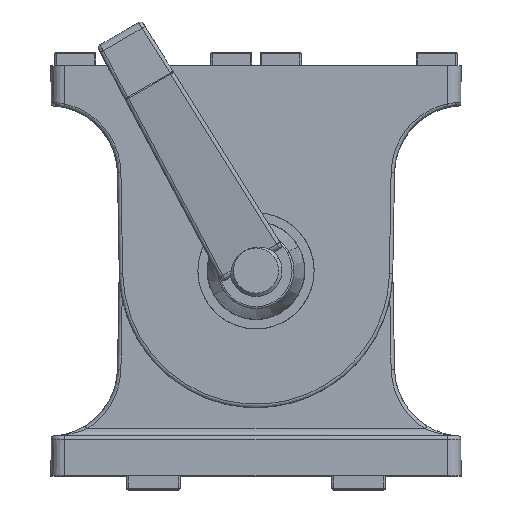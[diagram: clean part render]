
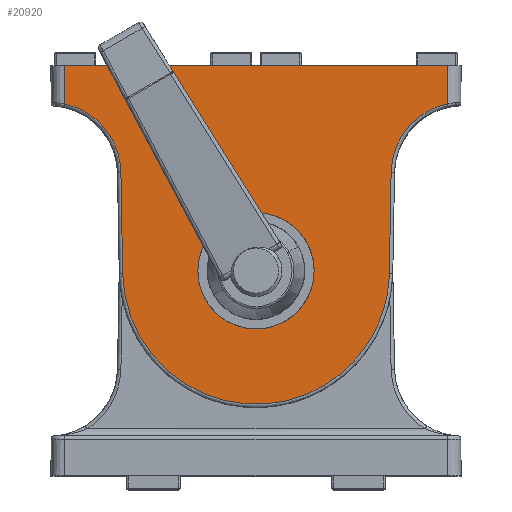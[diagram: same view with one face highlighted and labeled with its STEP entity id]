
A CAD part, top view. The second image highlights one B-rep face of the part: STEP entity #20920.
In plain terms, the highlighted face is planar.
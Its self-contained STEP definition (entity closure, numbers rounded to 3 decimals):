
#217 = VERTEX_POINT ( 'NONE', #15651 ) ;
#295 = VERTEX_POINT ( 'NONE', #7020 ) ;
#403 = CARTESIAN_POINT ( 'NONE',  ( -18.842, 68.024, -14.406 ) ) ;
#478 = CARTESIAN_POINT ( 'NONE',  ( 23.053, 6.658, -14.942 ) ) ;
#506 = CARTESIAN_POINT ( 'NONE',  ( 8.5, 13., -14.887 ) ) ;
#852 = DIRECTION ( 'NONE',  ( 0., 0.009, -1. ) ) ;
#1421 = VECTOR ( 'NONE', #18314, 1000. ) ;
#1704 = CARTESIAN_POINT ( 'NONE',  ( -19.5, 30.34, -14.735 ) ) ;
#1960 = VECTOR ( 'NONE', #10158, 1000. ) ;
#2003 = DIRECTION ( 'NONE',  ( -1., 0., 0. ) ) ;
#2084 = CARTESIAN_POINT ( 'NONE',  ( 18.842, 68.024, -14.406 ) ) ;
#2374 = CARTESIAN_POINT ( 'NONE',  ( 30., 0., -15. ) ) ;
#2540 = CARTESIAN_POINT ( 'NONE',  ( -28., 0., -15. ) ) ;
#3003 = EDGE_LOOP ( 'NONE', ( #6079, #7125 ) ) ;
#3097 = VERTEX_POINT ( 'NONE', #8106 ) ;
#3243 = CARTESIAN_POINT ( 'NONE',  ( -8.5, 47., -14.59 ) ) ;
#3328 = CARTESIAN_POINT ( 'NONE',  ( 28., 0., -15. ) ) ;
#3393 = CARTESIAN_POINT ( 'NONE',  ( -19.845, 10.578, -14.908 ) ) ;
#3744 = ORIENTED_EDGE ( 'NONE', *, *, #9725, .T. ) ;
#4283 =( BOUNDED_CURVE ( )  B_SPLINE_CURVE ( 3, ( #20248, #18675, #478, #12252 ),
 .UNSPECIFIED., .F., .F. ) 
 B_SPLINE_CURVE_WITH_KNOTS ( ( 4, 4 ),
 ( 4.73, 6.067 ),
 .UNSPECIFIED. ) 
 CURVE ( )  GEOMETRIC_REPRESENTATION_ITEM ( )  RATIONAL_B_SPLINE_CURVE ( ( 1., 0.857, 0.857, 1. ) ) 
 REPRESENTATION_ITEM ( '' )  );
#4552 = FACE_OUTER_BOUND ( 'NONE', #13202, .T. ) ;
#4582 = AXIS2_PLACEMENT_3D ( 'NONE', #5825, #852, #12637 ) ;
#4756 = CARTESIAN_POINT ( 'NONE',  ( -28., 5.57, -14.951 ) ) ;
#4882 = VERTEX_POINT ( 'NONE', #4756 ) ;
#5584 = LINE ( 'NONE', #2374, #18271 ) ;
#5762 = EDGE_CURVE ( 'NONE', #9661, #9435, #5584, .T. ) ;
#5825 = CARTESIAN_POINT ( 'NONE',  ( 30., 0., -15. ) ) ;
#5869 = LINE ( 'NONE', #19865, #9914 ) ;
#6079 = ORIENTED_EDGE ( 'NONE', *, *, #6105, .T. ) ;
#6105 = EDGE_CURVE ( 'NONE', #13059, #217, #10306, .T. ) ;
#7020 = CARTESIAN_POINT ( 'NONE',  ( -19.757, 15.642, -14.863 ) ) ;
#7125 = ORIENTED_EDGE ( 'NONE', *, *, #9649, .T. ) ;
#7213 = DIRECTION ( 'NONE',  ( 0., -1., -0.009 ) ) ;
#8106 = CARTESIAN_POINT ( 'NONE',  ( -19.5, 30.345, -14.735 ) ) ;
#8282 = CARTESIAN_POINT ( 'NONE',  ( 8.5, 47., -14.59 ) ) ;
#9014 = ORIENTED_EDGE ( 'NONE', *, *, #9678, .T. ) ;
#9337 = CARTESIAN_POINT ( 'NONE',  ( 19.757, 15.642, -14.863 ) ) ;
#9435 = VERTEX_POINT ( 'NONE', #2540 ) ;
#9606 = CARTESIAN_POINT ( 'NONE',  ( -8.5, 30., -14.738 ) ) ;
#9649 = EDGE_CURVE ( 'NONE', #217, #13059, #20521, .T. ) ;
#9661 = VERTEX_POINT ( 'NONE', #3328 ) ;
#9678 = EDGE_CURVE ( 'NONE', #9435, #4882, #14786, .T. ) ;
#9682 = EDGE_CURVE ( 'NONE', #4882, #295, #19009, .T. ) ;
#9685 = EDGE_CURVE ( 'NONE', #295, #3097, #10975, .T. ) ;
#9716 = EDGE_CURVE ( 'NONE', #3097, #20326, #16673, .T. ) ;
#9719 = EDGE_CURVE ( 'NONE', #20326, #11422, #5869, .T. ) ;
#9725 = EDGE_CURVE ( 'NONE', #11422, #17065, #4283, .T. ) ;
#9742 = EDGE_CURVE ( 'NONE', #17065, #9661, #14278, .T. ) ;
#9846 = ORIENTED_EDGE ( 'NONE', *, *, #9682, .T. ) ;
#9914 = VECTOR ( 'NONE', #12180, 1000. ) ;
#10158 = DIRECTION ( 'NONE',  ( 0., 1., 0.009 ) ) ;
#10306 =( BOUNDED_CURVE ( )  B_SPLINE_CURVE ( 3, ( #17186, #17263, #506, #17143 ),
 .UNSPECIFIED., .F., .T. ) 
 B_SPLINE_CURVE_WITH_KNOTS ( ( 4, 4 ),
 ( 4.712, 7.854 ),
 .UNSPECIFIED. ) 
 CURVE ( )  GEOMETRIC_REPRESENTATION_ITEM ( )  RATIONAL_B_SPLINE_CURVE ( ( 1., 0.333, 0.333, 1. ) ) 
 REPRESENTATION_ITEM ( '' )  );
#10546 = CARTESIAN_POINT ( 'NONE',  ( -19.5, 30.345, -14.735 ) ) ;
#10895 = ORIENTED_EDGE ( 'NONE', *, *, #9742, .T. ) ;
#10975 = LINE ( 'NONE', #1704, #1421 ) ;
#11422 = VERTEX_POINT ( 'NONE', #9337 ) ;
#11626 = CARTESIAN_POINT ( 'NONE',  ( 8.5, 30., -14.738 ) ) ;
#11844 = CARTESIAN_POINT ( 'NONE',  ( -28., 5.57, -14.951 ) ) ;
#12180 = DIRECTION ( 'NONE',  ( 0.017, -1., -0.009 ) ) ;
#12252 = CARTESIAN_POINT ( 'NONE',  ( 28., 5.57, -14.951 ) ) ;
#12418 = ORIENTED_EDGE ( 'NONE', *, *, #9685, .T. ) ;
#12637 = DIRECTION ( 'NONE',  ( 0., 1., 0.009 ) ) ;
#12992 = ORIENTED_EDGE ( 'NONE', *, *, #9716, .T. ) ;
#13059 = VERTEX_POINT ( 'NONE', #9606 ) ;
#13202 = EDGE_LOOP ( 'NONE', ( #9014, #9846, #12418, #12992, #13935, #3744, #10895, #17213 ) ) ;
#13373 = CARTESIAN_POINT ( 'NONE',  ( 19.5, 30.345, -14.735 ) ) ;
#13457 = CARTESIAN_POINT ( 'NONE',  ( -23.053, 6.658, -14.942 ) ) ;
#13772 = VECTOR ( 'NONE', #7213, 1000. ) ;
#13821 = CARTESIAN_POINT ( 'NONE',  ( 19.5, 30.345, -14.735 ) ) ;
#13935 = ORIENTED_EDGE ( 'NONE', *, *, #9719, .T. ) ;
#13998 = FACE_BOUND ( 'NONE', #3003, .T. ) ;
#14278 = LINE ( 'NONE', #19929, #13772 ) ;
#14786 = LINE ( 'NONE', #18234, #1960 ) ;
#14941 = CARTESIAN_POINT ( 'NONE',  ( -8.5, 30., -14.738 ) ) ;
#15099 = CARTESIAN_POINT ( 'NONE',  ( -19.757, 15.642, -14.863 ) ) ;
#15651 = CARTESIAN_POINT ( 'NONE',  ( 8.5, 30., -14.738 ) ) ;
#16124 = CARTESIAN_POINT ( 'NONE',  ( 28., 5.57, -14.951 ) ) ;
#16673 =( BOUNDED_CURVE ( )  B_SPLINE_CURVE ( 3, ( #10546, #403, #2084, #13821 ),
 .UNSPECIFIED., .F., .T. ) 
 B_SPLINE_CURVE_WITH_KNOTS ( ( 4, 4 ),
 ( 1.588, 4.695 ),
 .UNSPECIFIED. ) 
 CURVE ( )  GEOMETRIC_REPRESENTATION_ITEM ( )  RATIONAL_B_SPLINE_CURVE ( ( 1., 0.345, 0.345, 1. ) ) 
 REPRESENTATION_ITEM ( '' )  );
#17065 = VERTEX_POINT ( 'NONE', #16124 ) ;
#17143 = CARTESIAN_POINT ( 'NONE',  ( 8.5, 30., -14.738 ) ) ;
#17186 = CARTESIAN_POINT ( 'NONE',  ( -8.5, 30., -14.738 ) ) ;
#17213 = ORIENTED_EDGE ( 'NONE', *, *, #5762, .T. ) ;
#17263 = CARTESIAN_POINT ( 'NONE',  ( -8.5, 13., -14.887 ) ) ;
#18234 = CARTESIAN_POINT ( 'NONE',  ( -28., 0., -15. ) ) ;
#18271 = VECTOR ( 'NONE', #2003, 1000. ) ;
#18314 = DIRECTION ( 'NONE',  ( 0.017, 1., 0.009 ) ) ;
#18675 = CARTESIAN_POINT ( 'NONE',  ( 19.845, 10.578, -14.908 ) ) ;
#19009 =( BOUNDED_CURVE ( )  B_SPLINE_CURVE ( 3, ( #11844, #13457, #3393, #15099 ),
 .UNSPECIFIED., .F., .T. ) 
 B_SPLINE_CURVE_WITH_KNOTS ( ( 4, 4 ),
 ( 0.216, 1.553 ),
 .UNSPECIFIED. ) 
 CURVE ( )  GEOMETRIC_REPRESENTATION_ITEM ( )  RATIONAL_B_SPLINE_CURVE ( ( 1., 0.857, 0.857, 1. ) ) 
 REPRESENTATION_ITEM ( '' )  );
#19865 = CARTESIAN_POINT ( 'NONE',  ( 19.757, 15.638, -14.864 ) ) ;
#19929 = CARTESIAN_POINT ( 'NONE',  ( 28., 0., -15. ) ) ;
#20248 = CARTESIAN_POINT ( 'NONE',  ( 19.757, 15.642, -14.863 ) ) ;
#20326 = VERTEX_POINT ( 'NONE', #13373 ) ;
#20521 =( BOUNDED_CURVE ( )  B_SPLINE_CURVE ( 3, ( #11626, #8282, #3243, #14941 ),
 .UNSPECIFIED., .F., .T. ) 
 B_SPLINE_CURVE_WITH_KNOTS ( ( 4, 4 ),
 ( 1.571, 4.712 ),
 .UNSPECIFIED. ) 
 CURVE ( )  GEOMETRIC_REPRESENTATION_ITEM ( )  RATIONAL_B_SPLINE_CURVE ( ( 1., 0.333, 0.333, 1. ) ) 
 REPRESENTATION_ITEM ( '' )  );
#20635 = PLANE ( 'NONE',  #4582 ) ;
#20920 = ADVANCED_FACE ( 'NONE', ( #13998, #4552 ), #20635, .T. ) ;
